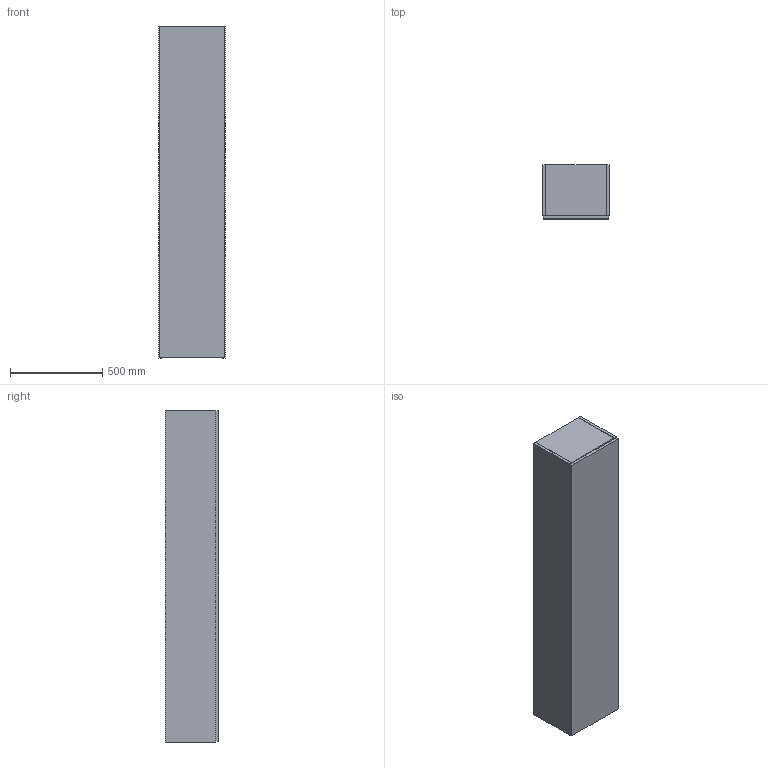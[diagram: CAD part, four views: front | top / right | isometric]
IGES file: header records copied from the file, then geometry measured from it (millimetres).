
Global section: file name: 502316; native system: Autodesk Inventor 2018; preprocessor: unknown; author: JANAN; date: 20210128.085537; units: millimetre
Bounding box: 360 x 291 x 1800 mm (x, y, z)
Volume: 35835616 mm3; surface area: 4923972 mm2
Topology: 2 solids, 2 shells, 29 faces, 72 edges, 48 vertices
Faces by surface type: bspline 29
